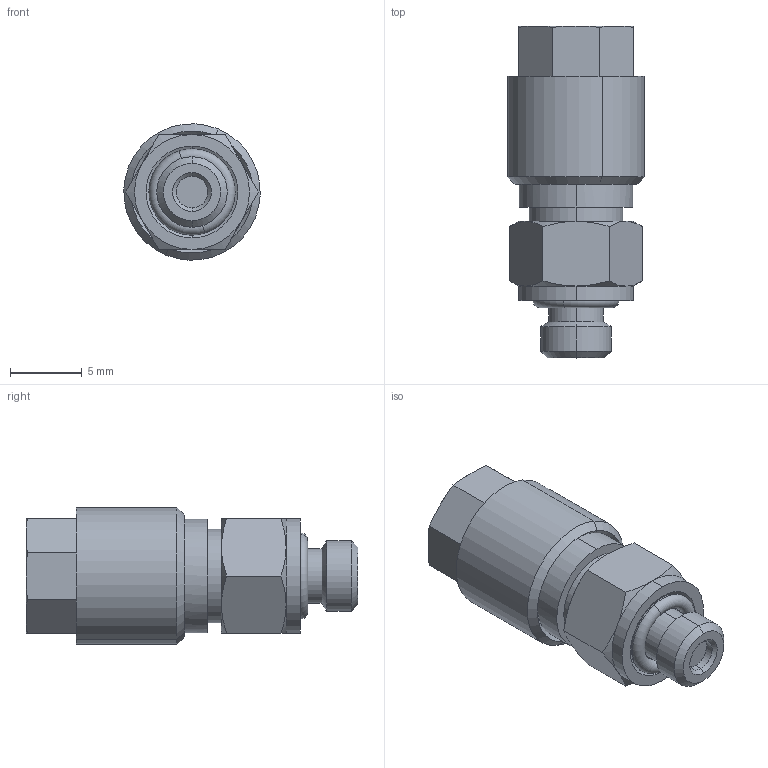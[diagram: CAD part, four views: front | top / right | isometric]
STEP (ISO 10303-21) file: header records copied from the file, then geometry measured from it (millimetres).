
FILE_DESCRIPTION (( 'STEP AP214' ), '1' );
FILE_NAME ('0102100005.step', '2012-09-28T13:18:45', ( '' ), ( '' ), 'SwSTEP 2.0', 'SolidWorks 2012', '' );
FILE_SCHEMA (( 'AUTOMOTIVE_DESIGN' ));
Length unit declared in the file: millimetre
Products named in the file (1): 0102100005
Bounding box: 9.49 x 23.1 x 9.49 mm (x, y, z)
Volume: 1161.4 mm3; surface area: 820 mm2
Topology: 1 solids, 1 shells, 84 faces, 182 edges, 107 vertices
Faces by surface type: cone 33, plane 23, cylinder 16, torus 12
Entity records: 2698 total; most frequent: CARTESIAN_POINT 526, DIRECTION 403, ORIENTED_EDGE 364, EDGE_CURVE 182, AXIS2_PLACEMENT_3D 176, VERTEX_POINT 107, CIRCLE 91, EDGE_LOOP 91
